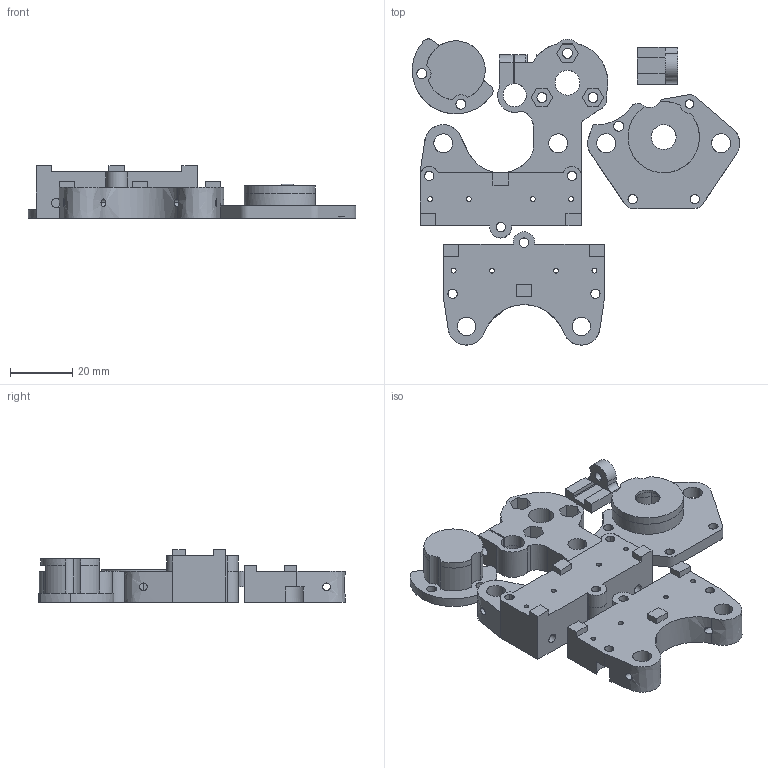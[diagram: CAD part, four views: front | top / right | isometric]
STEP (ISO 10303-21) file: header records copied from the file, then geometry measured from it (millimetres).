
FILE_DESCRIPTION(/* description */ (''),/* implementation_level */ '2;1');
FILE_NAME(/* name */ 'BRIDGE~2',/* time_stamp */ '2021-12-13T20:58:28+01:00',/* author */ (''),/* organization */ (''),/* preprocessor_version */ 'ST-DEVELOPER v16.5',/* originating_system */ '',/* authorisation */ '');
FILE_SCHEMA (('CONFIG_CONTROL_DESIGN'));
Length unit declared in the file: millimetre
Products named in the file (1): Document
Bounding box: 105.5 x 98.64 x 17 mm (x, y, z)
Volume: 29444.6 mm3; surface area: 22723.1 mm2
Topology: 4 solids, 5 shells, 375 faces, 1012 edges, 657 vertices
Faces by surface type: cylinder 239, plane 129, bspline 7
Entity records: 11418 total; most frequent: CARTESIAN_POINT 4874, ORIENTED_EDGE 2018, EDGE_CURVE 1010, VERTEX_POINT 656, EDGE_LOOP 467, ADVANCED_FACE 374, FACE_OUTER_BOUND 374, DIRECTION 373
